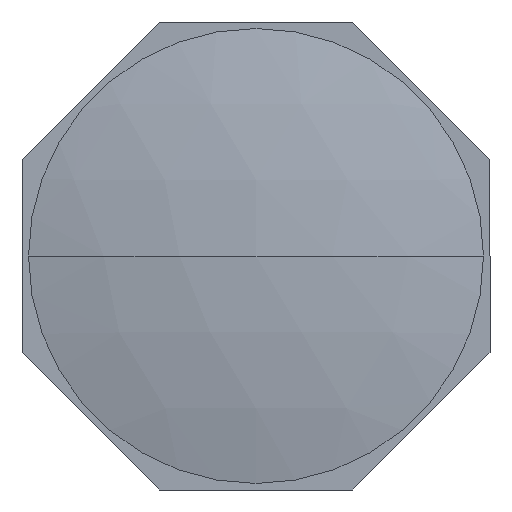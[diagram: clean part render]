
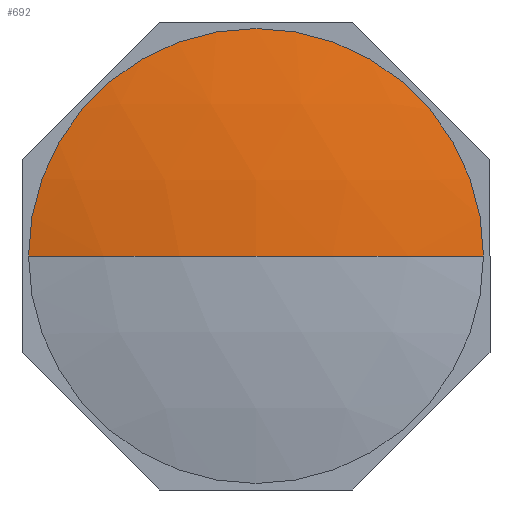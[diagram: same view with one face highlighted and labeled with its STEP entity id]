
A CAD part, left-side view. The second image highlights one B-rep face of the part: STEP entity #692.
In plain terms, the highlighted spherical face has radius 116.344 mm.
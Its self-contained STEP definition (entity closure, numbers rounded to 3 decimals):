
#692 = ADVANCED_FACE ( 'NONE', ( #5500 ), #5502, .T. ) ;
#864 = AXIS2_PLACEMENT_3D ( 'NONE', #5499, #5505, #5506 ) ;
#868 = AXIS2_PLACEMENT_3D ( 'NONE', #2106, #2107, #2108 ) ;
#871 = CIRCLE ( 'NONE', #868, 26.25 ) ;
#872 = AXIS2_PLACEMENT_3D ( 'NONE', #2103, #2104, #2105 ) ;
#874 = AXIS2_PLACEMENT_3D ( 'NONE', #2100, #2101, #2102 ) ;
#875 = CIRCLE ( 'NONE', #872, 116.344 ) ;
#877 = CIRCLE ( 'NONE', #874, 116.344 ) ;
#2100 = CARTESIAN_POINT ( 'NONE',  ( 116.344, 0., 0. ) ) ;
#2101 = DIRECTION ( 'NONE',  ( 0., 0., -1. ) ) ;
#2102 = DIRECTION ( 'NONE',  ( -1., 0., 0. ) ) ;
#2103 = CARTESIAN_POINT ( 'NONE',  ( 116.344, 0., 0. ) ) ;
#2104 = DIRECTION ( 'NONE',  ( 0., 0., 1. ) ) ;
#2105 = DIRECTION ( 'NONE',  ( 0., -1., 0. ) ) ;
#2106 = CARTESIAN_POINT ( 'NONE',  ( 3., 0., 0. ) ) ;
#2107 = DIRECTION ( 'NONE',  ( 1., 0., 0. ) ) ;
#2108 = DIRECTION ( 'NONE',  ( 0., 1., 0. ) ) ;
#2276 = EDGE_CURVE ( 'NONE', #5428, #5431, #877, .T. ) ;
#2277 = EDGE_CURVE ( 'NONE', #5428, #5448, #875, .T. ) ;
#2278 = EDGE_CURVE ( 'NONE', #5431, #5448, #871, .T. ) ;
#2893 = CARTESIAN_POINT ( 'NONE',  ( 3., 26.25, 0. ) ) ;
#2911 = CARTESIAN_POINT ( 'NONE',  ( 0., 0., 0. ) ) ;
#2918 = CARTESIAN_POINT ( 'NONE',  ( 3., -26.25, 0. ) ) ;
#5208 = EDGE_LOOP ( 'NONE', ( #5294, #5379, #5376 ) ) ;
#5294 = ORIENTED_EDGE ( 'NONE', *, *, #2276, .F. ) ;
#5376 = ORIENTED_EDGE ( 'NONE', *, *, #2278, .F. ) ;
#5379 = ORIENTED_EDGE ( 'NONE', *, *, #2277, .T. ) ;
#5428 = VERTEX_POINT ( 'NONE', #2911 ) ;
#5431 = VERTEX_POINT ( 'NONE', #2893 ) ;
#5448 = VERTEX_POINT ( 'NONE', #2918 ) ;
#5499 = CARTESIAN_POINT ( 'NONE',  ( 116.344, 0., 0. ) ) ;
#5500 = FACE_OUTER_BOUND ( 'NONE', #5208, .T. ) ;
#5502 = SPHERICAL_SURFACE ( 'NONE', #864, 116.344 ) ;
#5505 = DIRECTION ( 'NONE',  ( 0., 0., 1. ) ) ;
#5506 = DIRECTION ( 'NONE',  ( 0., 1., 0. ) ) ;
